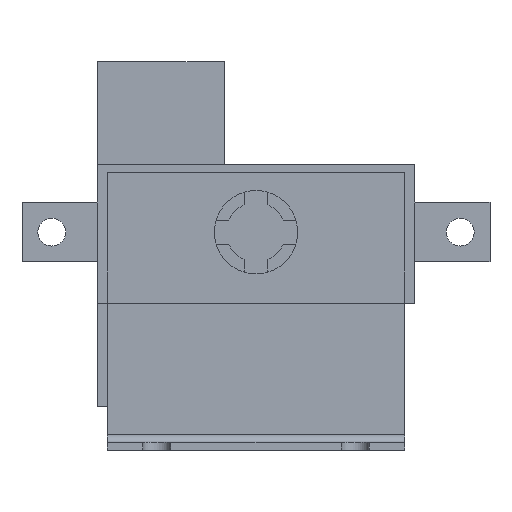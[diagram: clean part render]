
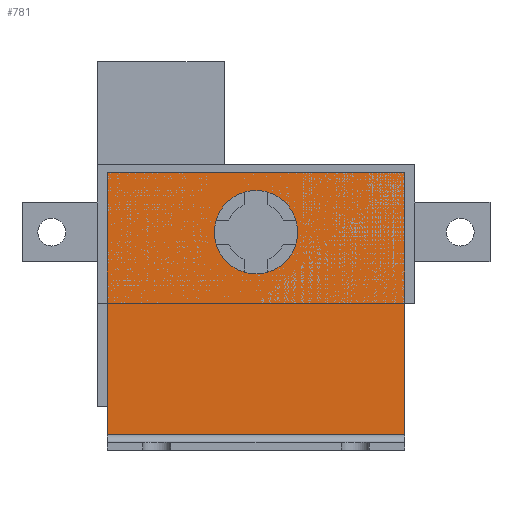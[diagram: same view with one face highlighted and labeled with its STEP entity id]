
A CAD part, left-side view. The second image highlights one B-rep face of the part: STEP entity #781.
In plain terms, the highlighted planar face has unit normal (-1, 0, 0).
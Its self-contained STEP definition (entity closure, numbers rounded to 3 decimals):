
#195 = AXIS2_PLACEMENT_3D ( 'NONE', #6819, #2017, #6699 ) ;
#464 = DIRECTION ( 'NONE',  ( 0., 0., -1. ) ) ;
#662 = CARTESIAN_POINT ( 'NONE',  ( -68.5, -77.5, -2. ) ) ;
#781 = ADVANCED_FACE ( 'NONE', ( #6579 ), #4105, .F. ) ;
#925 = VECTOR ( 'NONE', #8460, 1000. ) ;
#995 = ORIENTED_EDGE ( 'NONE', *, *, #2944, .F. ) ;
#2017 = DIRECTION ( 'NONE',  ( 1., 0., 0. ) ) ;
#2263 = ORIENTED_EDGE ( 'NONE', *, *, #7186, .F. ) ;
#2407 = ORIENTED_EDGE ( 'NONE', *, *, #8359, .T. ) ;
#2485 = CARTESIAN_POINT ( 'NONE',  ( -68.5, -77.5, -2. ) ) ;
#2944 = EDGE_CURVE ( 'NONE', #5352, #6509, #6154, .T. ) ;
#3063 = CARTESIAN_POINT ( 'NONE',  ( -68.5, -2.5, -2. ) ) ;
#3345 = CARTESIAN_POINT ( 'NONE',  ( -68.5, -2.5, -68. ) ) ;
#3627 = CARTESIAN_POINT ( 'NONE',  ( -68.5, -77.5, -68. ) ) ;
#3779 = LINE ( 'NONE', #7223, #925 ) ;
#4105 = PLANE ( 'NONE',  #195 ) ;
#4130 = CARTESIAN_POINT ( 'NONE',  ( -68.5, -77.5, -68. ) ) ;
#4744 = LINE ( 'NONE', #2485, #5791 ) ;
#5076 = VERTEX_POINT ( 'NONE', #662 ) ;
#5352 = VERTEX_POINT ( 'NONE', #3627 ) ;
#5470 = EDGE_LOOP ( 'NONE', ( #2407, #995, #2263, #6254 ) ) ;
#5530 = VECTOR ( 'NONE', #6884, 1000. ) ;
#5791 = VECTOR ( 'NONE', #464, 1000. ) ;
#5867 = CARTESIAN_POINT ( 'NONE',  ( -68.5, -77.5, -2. ) ) ;
#6154 = LINE ( 'NONE', #4130, #5530 ) ;
#6254 = ORIENTED_EDGE ( 'NONE', *, *, #8447, .T. ) ;
#6506 = VECTOR ( 'NONE', #7895, 1000. ) ;
#6509 = VERTEX_POINT ( 'NONE', #3345 ) ;
#6579 = FACE_OUTER_BOUND ( 'NONE', #5470, .T. ) ;
#6699 = DIRECTION ( 'NONE',  ( 0., 0., -1. ) ) ;
#6819 = CARTESIAN_POINT ( 'NONE',  ( -68.5, -77.5, -2. ) ) ;
#6884 = DIRECTION ( 'NONE',  ( 0., 1., 0. ) ) ;
#7186 = EDGE_CURVE ( 'NONE', #5076, #5352, #4744, .T. ) ;
#7204 = VERTEX_POINT ( 'NONE', #3063 ) ;
#7223 = CARTESIAN_POINT ( 'NONE',  ( -68.5, -2.5, -2. ) ) ;
#7895 = DIRECTION ( 'NONE',  ( 0., 1., 0. ) ) ;
#8246 = LINE ( 'NONE', #5867, #6506 ) ;
#8359 = EDGE_CURVE ( 'NONE', #7204, #6509, #3779, .T. ) ;
#8447 = EDGE_CURVE ( 'NONE', #5076, #7204, #8246, .T. ) ;
#8460 = DIRECTION ( 'NONE',  ( 0., 0., -1. ) ) ;
